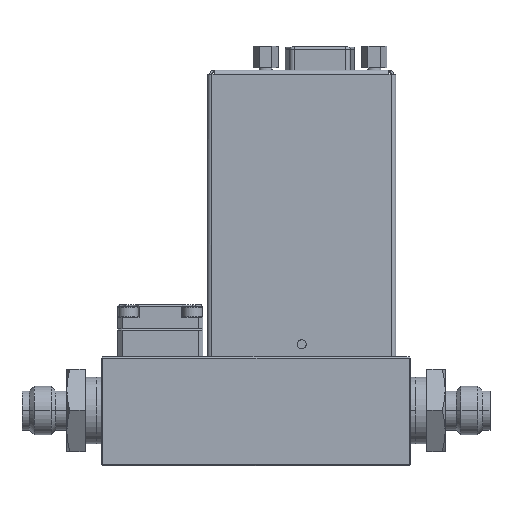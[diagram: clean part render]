
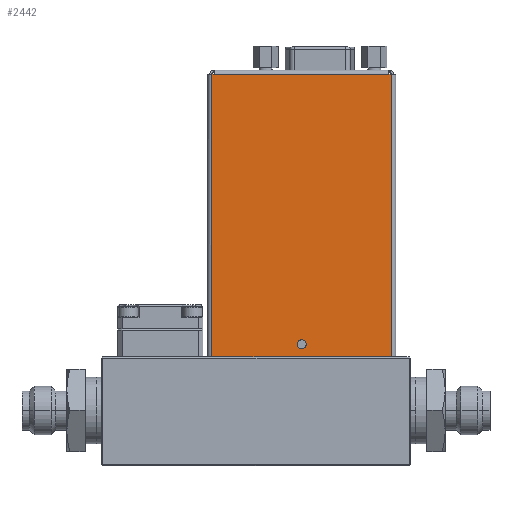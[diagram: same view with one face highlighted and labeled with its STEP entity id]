
A CAD part, top view. The second image highlights one B-rep face of the part: STEP entity #2442.
In plain terms, the highlighted planar face has unit normal (0, 0, 1).
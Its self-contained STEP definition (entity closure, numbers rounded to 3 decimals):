
#300 = VERTEX_POINT ( 'NONE', #71573 ) ;
#305 = VERTEX_POINT ( 'NONE', #71577 ) ;
#2442 = ADVANCED_FACE ( 'NONE', ( #45469, #45471 ), #45467, .T. ) ;
#10466 = LINE ( 'NONE', #10476, #69633 ) ;
#10476 = CARTESIAN_POINT ( 'NONE',  ( 11.86, 77.3, 12.5 ) ) ;
#10477 = DIRECTION ( 'NONE',  ( 1., 0., 0. ) ) ;
#10627 = CARTESIAN_POINT ( 'NONE',  ( 52.64, 77.3, 12.5 ) ) ;
#10631 = LINE ( 'NONE', #10627, #69670 ) ;
#10639 = DIRECTION ( 'NONE',  ( -1., 0., 0. ) ) ;
#10756 = CARTESIAN_POINT ( 'NONE',  ( 52.64, 12.3, 12.5 ) ) ;
#10779 = LINE ( 'NONE', #10787, #69708 ) ;
#10781 = LINE ( 'NONE', #10756, #69700 ) ;
#10782 = CARTESIAN_POINT ( 'NONE',  ( 32.5, 15.2, 12.5 ) ) ;
#10783 = DIRECTION ( 'NONE',  ( 0., 0., 1. ) ) ;
#10784 = DIRECTION ( 'NONE',  ( 1., 0., 0. ) ) ;
#10786 = DIRECTION ( 'NONE',  ( -1., 0., 0. ) ) ;
#10787 = CARTESIAN_POINT ( 'NONE',  ( 52.64, 77.3, 12.5 ) ) ;
#10788 = DIRECTION ( 'NONE',  ( -1., 0., 0. ) ) ;
#21614 = AXIS2_PLACEMENT_3D ( 'NONE', #45499, #45501, #45503 ) ;
#29382 = LINE ( 'NONE', #29383, #29902 ) ;
#29383 = CARTESIAN_POINT ( 'NONE',  ( 11.85, 77.3, 12.5 ) ) ;
#29384 = DIRECTION ( 'NONE',  ( 0., -1., 0. ) ) ;
#29902 = VECTOR ( 'NONE', #29384, 1000. ) ;
#30502 = CIRCLE ( 'NONE', #30515, 1.025 ) ;
#30515 = AXIS2_PLACEMENT_3D ( 'NONE', #34388, #34390, #34392 ) ;
#31191 = ORIENTED_EDGE ( 'NONE', *, *, #32546, .F. ) ;
#31192 = ORIENTED_EDGE ( 'NONE', *, *, #69164, .F. ) ;
#31193 = ORIENTED_EDGE ( 'NONE', *, *, #32366, .F. ) ;
#31194 = ORIENTED_EDGE ( 'NONE', *, *, #61280, .T. ) ;
#31195 = ORIENTED_EDGE ( 'NONE', *, *, #32548, .F. ) ;
#31196 = ORIENTED_EDGE ( 'NONE', *, *, #54865, .T. ) ;
#31197 = ORIENTED_EDGE ( 'NONE', *, *, #32459, .T. ) ;
#31198 = ORIENTED_EDGE ( 'NONE', *, *, #32551, .T. ) ;
#32366 = EDGE_CURVE ( 'NONE', #59262, #59373, #10466, .T. ) ;
#32459 = EDGE_CURVE ( 'NONE', #59321, #59374, #10631, .T. ) ;
#32546 = EDGE_CURVE ( 'NONE', #305, #300, #69707, .T. ) ;
#32548 = EDGE_CURVE ( 'NONE', #59274, #35475, #10781, .T. ) ;
#32551 = EDGE_CURVE ( 'NONE', #59374, #59373, #10779, .T. ) ;
#34388 = CARTESIAN_POINT ( 'NONE',  ( 32.5, 15.2, 12.5 ) ) ;
#34390 = DIRECTION ( 'NONE',  ( 0., 0., 1. ) ) ;
#34392 = DIRECTION ( 'NONE',  ( 1., 0., 0. ) ) ;
#35475 = VERTEX_POINT ( 'NONE', #72877 ) ;
#45467 = PLANE ( 'NONE',  #21614 ) ;
#45469 = FACE_BOUND ( 'NONE', #62092, .T. ) ;
#45471 = FACE_OUTER_BOUND ( 'NONE', #62087, .T. ) ;
#45499 = CARTESIAN_POINT ( 'NONE',  ( 52.64, 12.3, 12.5 ) ) ;
#45501 = DIRECTION ( 'NONE',  ( 0., 0., 1. ) ) ;
#45503 = DIRECTION ( 'NONE',  ( 1., 0., 0. ) ) ;
#53035 = VECTOR ( 'NONE', #75820, 1000. ) ;
#54865 = EDGE_CURVE ( 'NONE', #59274, #59321, #75807, .T. ) ;
#59262 = VERTEX_POINT ( 'NONE', #65854 ) ;
#59274 = VERTEX_POINT ( 'NONE', #65875 ) ;
#59321 = VERTEX_POINT ( 'NONE', #65955 ) ;
#59373 = VERTEX_POINT ( 'NONE', #66037 ) ;
#59374 = VERTEX_POINT ( 'NONE', #66038 ) ;
#61280 = EDGE_CURVE ( 'NONE', #59262, #35475, #29382, .T. ) ;
#62087 = EDGE_LOOP ( 'NONE', ( #31193, #31194, #31195, #31196, #31197, #31198 ) ) ;
#62092 = EDGE_LOOP ( 'NONE', ( #31191, #31192 ) ) ;
#65854 = CARTESIAN_POINT ( 'NONE',  ( 11.85, 77.3, 12.5 ) ) ;
#65875 = CARTESIAN_POINT ( 'NONE',  ( 53.15, 12.3, 12.5 ) ) ;
#65955 = CARTESIAN_POINT ( 'NONE',  ( 53.15, 77.3, 12.5 ) ) ;
#66037 = CARTESIAN_POINT ( 'NONE',  ( 12.46, 77.3, 12.5 ) ) ;
#66038 = CARTESIAN_POINT ( 'NONE',  ( 52.54, 77.3, 12.5 ) ) ;
#69164 = EDGE_CURVE ( 'NONE', #300, #305, #30502, .T. ) ;
#69633 = VECTOR ( 'NONE', #10477, 1000. ) ;
#69670 = VECTOR ( 'NONE', #10639, 1000. ) ;
#69700 = VECTOR ( 'NONE', #10786, 1000. ) ;
#69707 = CIRCLE ( 'NONE', #69709, 1.025 ) ;
#69708 = VECTOR ( 'NONE', #10788, 1000. ) ;
#69709 = AXIS2_PLACEMENT_3D ( 'NONE', #10782, #10783, #10784 ) ;
#71573 = CARTESIAN_POINT ( 'NONE',  ( 31.475, 15.2, 12.5 ) ) ;
#71577 = CARTESIAN_POINT ( 'NONE',  ( 33.525, 15.2, 12.5 ) ) ;
#72877 = CARTESIAN_POINT ( 'NONE',  ( 11.85, 12.3, 12.5 ) ) ;
#75807 = LINE ( 'NONE', #75819, #53035 ) ;
#75819 = CARTESIAN_POINT ( 'NONE',  ( 53.15, 12.3, 12.5 ) ) ;
#75820 = DIRECTION ( 'NONE',  ( 0., 1., 0. ) ) ;
